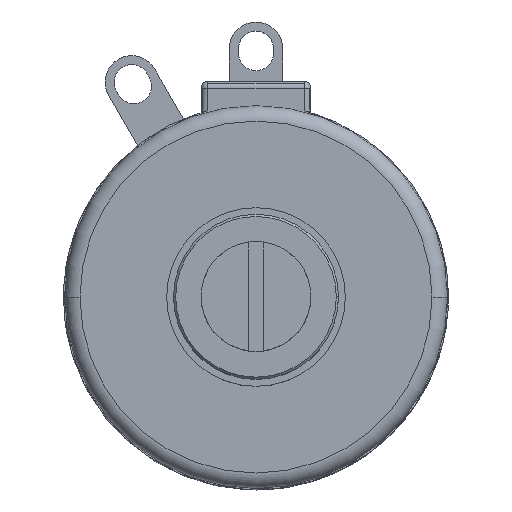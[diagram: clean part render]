
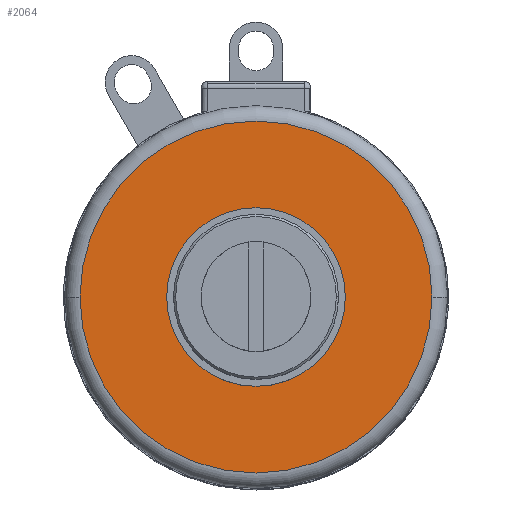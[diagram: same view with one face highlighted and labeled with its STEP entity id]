
A CAD part, top view. The second image highlights one B-rep face of the part: STEP entity #2064.
In plain terms, the highlighted planar face has unit normal (0, 0, 1).
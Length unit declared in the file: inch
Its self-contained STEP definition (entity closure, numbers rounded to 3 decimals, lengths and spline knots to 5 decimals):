
#752=CARTESIAN_POINT('',(-0.39951,0.,0.75));
#753=VERTEX_POINT('',#752);
#761=CARTESIAN_POINT('',(0.40049,0.,0.75));
#762=VERTEX_POINT('',#761);
#763=CARTESIAN_POINT('',(0.00049,0.,0.75));
#764=DIRECTION('',(0.0,0.0,-1.0));
#765=DIRECTION('',(-1.0,0.0,0.0));
#766=AXIS2_PLACEMENT_3D('',#763,#764,#765);
#767=CIRCLE('',#766,0.4);
#768=EDGE_CURVE('',#753,#762,#767,.T.);
#792=CARTESIAN_POINT('',(-0.20251,0.,0.75));
#793=VERTEX_POINT('',#792);
#802=CARTESIAN_POINT('',(0.20349,0.,0.75));
#803=VERTEX_POINT('',#802);
#804=CARTESIAN_POINT('',(0.00049,0.,0.75));
#805=DIRECTION('',(0.0,0.0,-1.0));
#806=DIRECTION('',(-1.0,0.0,0.0));
#807=AXIS2_PLACEMENT_3D('',#804,#805,#806);
#808=CIRCLE('',#807,0.203);
#809=EDGE_CURVE('',#803,#793,#808,.T.);
#1991=CARTESIAN_POINT('',(0.00049,0.,0.75));
#1992=DIRECTION('',(0.0,0.0,-1.0));
#1993=DIRECTION('',(-1.0,0.0,0.0));
#1994=AXIS2_PLACEMENT_3D('',#1991,#1992,#1993);
#1995=CIRCLE('',#1994,0.203);
#1996=EDGE_CURVE('',#793,#803,#1995,.T.);
#2023=CARTESIAN_POINT('',(0.00049,0.,0.75));
#2024=DIRECTION('',(0.0,0.0,-1.0));
#2025=DIRECTION('',(-1.0,0.0,0.0));
#2026=AXIS2_PLACEMENT_3D('',#2023,#2024,#2025);
#2027=CIRCLE('',#2026,0.4);
#2028=EDGE_CURVE('',#762,#753,#2027,.T.);
#2051=CARTESIAN_POINT('',(0.04004,0.,0.75));
#2052=DIRECTION('',(0.0,0.0,1.0));
#2053=DIRECTION('',(1.0,0.0,0.0));
#2054=AXIS2_PLACEMENT_3D('',#2051,#2052,#2053);
#2055=PLANE('',#2054);
#2056=ORIENTED_EDGE('',*,*,#2028,.F.);
#2057=ORIENTED_EDGE('',*,*,#768,.F.);
#2058=EDGE_LOOP('',(#2056,#2057));
#2059=FACE_OUTER_BOUND('',#2058,.T.);
#2060=ORIENTED_EDGE('',*,*,#809,.T.);
#2061=ORIENTED_EDGE('',*,*,#1996,.T.);
#2062=EDGE_LOOP('',(#2060,#2061));
#2063=FACE_BOUND('',#2062,.T.);
#2064=ADVANCED_FACE('',(#2059,#2063),#2055,.T.);
